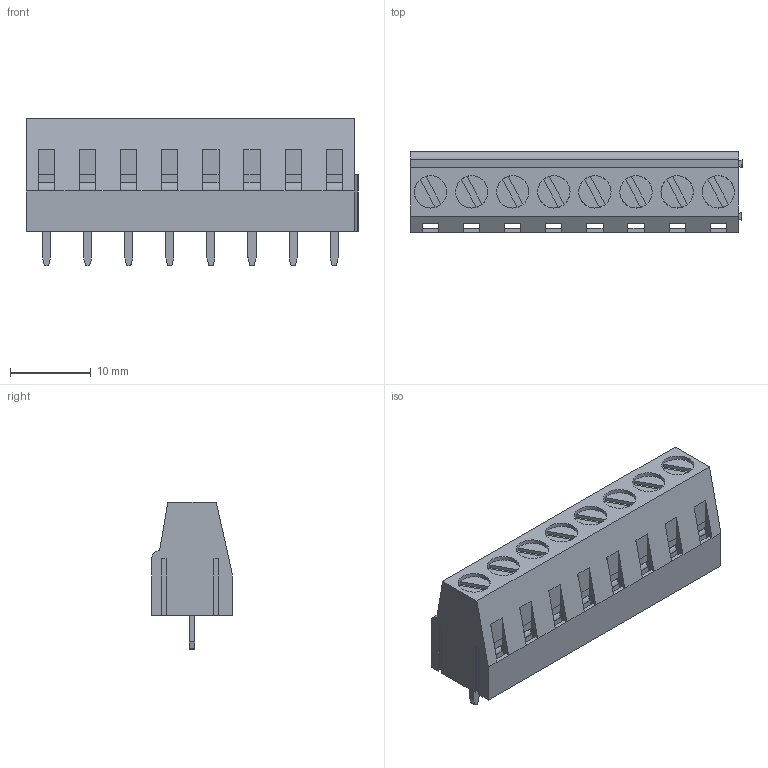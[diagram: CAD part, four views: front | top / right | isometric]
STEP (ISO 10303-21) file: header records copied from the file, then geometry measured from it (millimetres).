
FILE_DESCRIPTION(/* description */ (''),/* implementation_level */ '2;1');
FILE_NAME(/* name */ '8er Terminal Block.step',/* time_stamp */ '2021-04-20T22:05:16+02:00',/* author */ (''),/* organization */ (''),/* preprocessor_version */ 'ST-DEVELOPER v18.1',/* originating_system */ 'Autodesk Translation Framework v10.6.0.1341',/* authorisation */ '');
FILE_SCHEMA (('AUTOMOTIVE_DESIGN { 1 0 10303 214 3 1 1 }'));
Products named in the file (57): Terminal Block; 8er Terminalblock_2; Pin (1) (16); Tornillo (1) (16); Cubo interno (1) (16); Pin (1) (1) (15); Tornillo (1) (1) (15); Cubo interno (1) (1) (15); 7er Terminalblock_2 (1); Pin (1) (14) (1); Tornillo (1) (14) (1); Cubo interno (1) (14) (1); Pin (1) (1) (13) (1); Tornillo (1) (1) (13) (1); Cubo interno (1) (1) (13) (1); 6er Terminalblock_2 (1) (1); Pin (1) (19) (1) (1) (1) (1) (1) (1); Tornillo (1) (19) (1) (1) (1) (1) (1) (1); Cubo interno (1) (19) (1) (1) (1) (1) (1) (1); Pin (1) (1) (18) (1) (1) (1) (1) (1) (1); Tornillo (1) (1) (18) (1) (1) (1) (1) (1) (1); Cubo interno (1) (1) (18) (1) (1) (1) (1) (1) (1); 1er Terminalblock (7) (1) (1) (1) (1) (1) (1); Pin (1) (11) (1) (1) (1) (1) (1) (1); Tornillo (1) (11) (1) (1) (1) (1) (1) (1); Cubo interno (1) (11) (1) (1) (1) (1) (1) (1); Pin (1) (1) (10) (1) (1) (1) (1) (1) (1); Tornillo (1) (1) (10) (1) (1) (1) (1) (1) (1); Cubo interno (1) (1) (10) (1) (1) (1) (1) (1) (1); 1er Terminalblock (13) (1) (1) (1) (1) (1); Pin (1) (17) (1) (1) (1) (1) (1); Tornillo (1) (17) (1) (1) (1) (1) (1); Cubo interno (1) (17) (1) (1) (1) (1) (1); Pin (1) (1) (16) (1) (1) (1) (1) (1); Tornillo (1) (1) (16) (1) (1) (1) (1) (1); Cubo interno (1) (1) (16) (1) (1) (1) (1) (1); 1er Terminalblock (14) (1) (1) (1) (1); Pin (1) (18) (1) (1) (1) (1); Tornillo (1) (18) (1) (1) (1) (1); Cubo interno (1) (18) (1) (1) (1) (1) ...
Assembly tree (56 placements, depth 6):
  Terminal Block
    8er Terminalblock_2
      Pin (1) (16)
      Tornillo (1) (16)
      Cubo interno (1) (16)
      Pin (1) (1) (15)
      Tornillo (1) (1) (15)
      Cubo interno (1) (1) (15)
      7er Terminalblock_2 (1)
        Pin (1) (14) (1)
        Tornillo (1) (14) (1)
        Cubo interno (1) (14) (1)
        Pin (1) (1) (13) (1)
        Tornillo (1) (1) (13) (1)
        Cubo interno (1) (1) (13) (1)
        6er Terminalblock_2 (1) (1)
          Pin (1) (19) (1) (1) (1) (1) (1) (1)
          Tornillo (1) (19) (1) (1) (1) (1) (1) (1)
          Cubo interno (1) (19) (1) (1) (1) (1) (1) (1)
          Pin (1) (1) (18) (1) (1) (1) (1) (1) (1)
          Tornillo (1) (1) (18) (1) (1) (1) (1) (1) (1)
          Cubo interno (1) (1) (18) (1) (1) (1) (1) (1) (1)
          1er Terminalblock (7) (1) (1) (1) (1) (1) (1)
            Pin (1) (11) (1) (1) (1) (1) (1) (1)
            Tornillo (1) (11) (1) (1) (1) (1) (1) (1)
            Cubo interno (1) (11) (1) (1) (1) (1) (1) (1)
            Pin (1) (1) (10) (1) (1) (1) (1) (1) (1)
            Tornillo (1) (1) (10) (1) (1) (1) (1) (1) (1)
            Cubo interno (1) (1) (10) (1) (1) (1) (1) (1) (1)
          1er Terminalblock (13) (1) (1) (1) (1) (1)
            Pin (1) (17) (1) (1) (1) (1) (1)
            Tornillo (1) (17) (1) (1) (1) (1) (1)
            Cubo interno (1) (17) (1) (1) (1) (1) (1)
            Pin (1) (1) (16) (1) (1) (1) (1) (1)
            Tornillo (1) (1) (16) (1) (1) (1) (1) (1)
            Cubo interno (1) (1) (16) (1) (1) (1) (1) (1)
          1er Terminalblock (14) (1) (1) (1) (1)
            Pin (1) (18) (1) (1) (1) (1)
            Tornillo (1) (18) (1) (1) (1) (1)
            Cubo interno (1) (18) (1) (1) (1) (1)
            Pin (1) (1) (17) (1) (1) (1) (1)
            Tornillo (1) (1) (17) (1) (1) (1) (1)
            Cubo interno (1) (1) (17) (1) (1) (1) (1)
          1er Terminalblock (16) (1) (1) (1)
            Pin (1) (20) (1) (1) (1)
            Tornillo (1) (20) (1) (1) (1)
            Cubo interno (1) (20) (1) (1) (1)
            Pin (1) (1) (19) (1) (1) (1)
            Tornillo (1) (1) (19) (1) (1) (1)
            Cubo interno (1) (1) (19) (1) (1) (1)
          1er Terminalblock (9) (1) (1)
            Pin (1) (13) (1) (1)
            Tornillo (1) (13) (1) (1)
            Cubo interno (1) (13) (1) (1)
            Pin (1) (1) (12) (1) (1)
            Tornillo (1) (1) (12) (1) (1)
            Cubo interno (1) (1) (12) (1) (1)
Bounding box: 41.04 x 10 x 18.25 mm (x, y, z)
Volume: 2480.8 mm3; surface area: 6929 mm2
Topology: 1 solids, 577 shells, 857 faces, 3621 edges, 3310 vertices
Faces by surface type: plane 624, cylinder 233
Full cylindrical faces by diameter (mm): 4 x8
Entity records: 52996 total; most frequent: CARTESIAN_POINT 20886, DIRECTION 6141, ORIENTED_EDGE 4490, EDGE_CURVE 3621, VERTEX_POINT 3310, LINE 2659, VECTOR 2659, AXIS2_PLACEMENT_3D 1741
